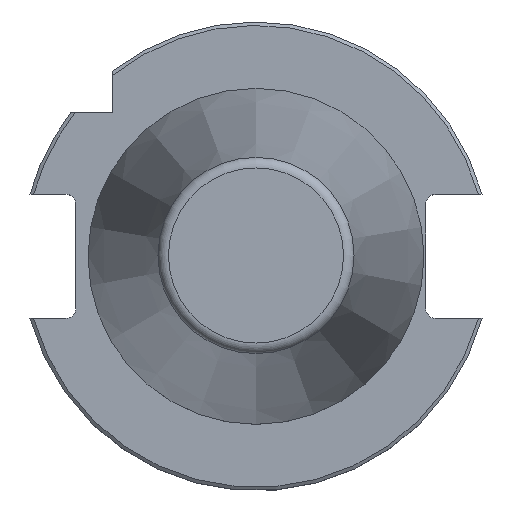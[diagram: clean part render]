
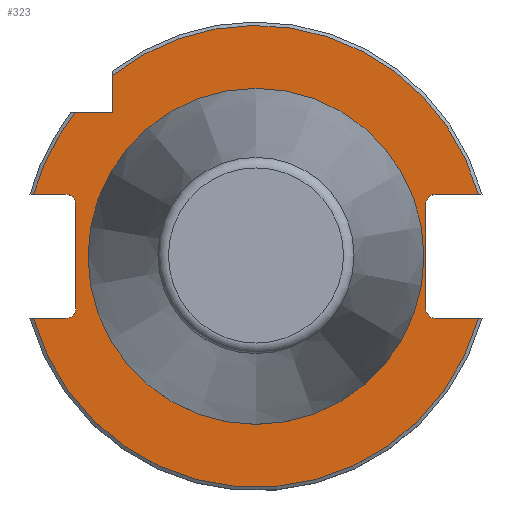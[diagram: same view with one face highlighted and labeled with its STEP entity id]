
A CAD part, top view. The second image highlights one B-rep face of the part: STEP entity #323.
In plain terms, the highlighted planar face has unit normal (0, 0, 1).
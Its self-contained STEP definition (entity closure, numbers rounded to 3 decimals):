
#46=FACE_BOUND('',#475,.T.);
#47=FACE_BOUND('',#476,.T.);
#134=LINE('',#2050,#191);
#137=LINE('',#2059,#194);
#138=LINE('',#2062,#195);
#139=LINE('',#2066,#196);
#140=LINE('',#2070,#197);
#141=LINE('',#2072,#198);
#142=LINE('',#2076,#199);
#143=LINE('',#2080,#200);
#144=LINE('',#2084,#201);
#145=LINE('',#2085,#202);
#191=VECTOR('',#1550,1.);
#194=VECTOR('',#1561,1.);
#195=VECTOR('',#1562,1.);
#196=VECTOR('',#1565,1.);
#197=VECTOR('',#1568,1.);
#198=VECTOR('',#1569,1.);
#199=VECTOR('',#1572,1.);
#200=VECTOR('',#1575,1.);
#201=VECTOR('',#1578,1.);
#202=VECTOR('',#1579,1.);
#323=ADVANCED_FACE('',(#46,#47),#387,.T.);
#387=PLANE('',#1363);
#475=EDGE_LOOP('',(#631,#632,#633,#634,#635,#636,#637,#638,#639,#640,#641,
#642,#643,#644,#645,#646,#647));
#476=EDGE_LOOP('',(#648));
#631=ORIENTED_EDGE('',*,*,#1088,.T.);
#632=ORIENTED_EDGE('',*,*,#1089,.T.);
#633=ORIENTED_EDGE('',*,*,#1090,.F.);
#634=ORIENTED_EDGE('',*,*,#1091,.T.);
#635=ORIENTED_EDGE('',*,*,#1092,.F.);
#636=ORIENTED_EDGE('',*,*,#1093,.F.);
#637=ORIENTED_EDGE('',*,*,#1094,.T.);
#638=ORIENTED_EDGE('',*,*,#1095,.F.);
#639=ORIENTED_EDGE('',*,*,#1096,.F.);
#640=ORIENTED_EDGE('',*,*,#1097,.F.);
#641=ORIENTED_EDGE('',*,*,#1098,.T.);
#642=ORIENTED_EDGE('',*,*,#1099,.F.);
#643=ORIENTED_EDGE('',*,*,#1100,.T.);
#644=ORIENTED_EDGE('',*,*,#1042,.F.);
#645=ORIENTED_EDGE('',*,*,#1083,.F.);
#646=ORIENTED_EDGE('',*,*,#1086,.F.);
#647=ORIENTED_EDGE('',*,*,#1101,.T.);
#648=ORIENTED_EDGE('',*,*,#1102,.F.);
#915=VERTEX_POINT('',#1847);
#916=VERTEX_POINT('',#1848);
#944=VERTEX_POINT('',#2049);
#945=VERTEX_POINT('',#2054);
#947=VERTEX_POINT('',#2060);
#948=VERTEX_POINT('',#2061);
#949=VERTEX_POINT('',#2063);
#950=VERTEX_POINT('',#2065);
#951=VERTEX_POINT('',#2067);
#952=VERTEX_POINT('',#2069);
#953=VERTEX_POINT('',#2071);
#954=VERTEX_POINT('',#2073);
#955=VERTEX_POINT('',#2075);
#956=VERTEX_POINT('',#2077);
#957=VERTEX_POINT('',#2079);
#958=VERTEX_POINT('',#2081);
#959=VERTEX_POINT('',#2083);
#960=VERTEX_POINT('',#2087);
#1042=EDGE_CURVE('',#915,#916,#1220,.T.);
#1083=EDGE_CURVE('',#944,#915,#134,.T.);
#1086=EDGE_CURVE('',#945,#944,#1234,.T.);
#1088=EDGE_CURVE('',#947,#948,#137,.T.);
#1089=EDGE_CURVE('',#948,#949,#138,.T.);
#1090=EDGE_CURVE('',#950,#949,#1236,.T.);
#1091=EDGE_CURVE('',#950,#951,#139,.T.);
#1092=EDGE_CURVE('',#952,#951,#1237,.T.);
#1093=EDGE_CURVE('',#953,#952,#140,.T.);
#1094=EDGE_CURVE('',#953,#954,#141,.T.);
#1095=EDGE_CURVE('',#955,#954,#1238,.T.);
#1096=EDGE_CURVE('',#956,#955,#142,.T.);
#1097=EDGE_CURVE('',#957,#956,#1239,.T.);
#1098=EDGE_CURVE('',#957,#958,#143,.T.);
#1099=EDGE_CURVE('',#959,#958,#1240,.T.);
#1100=EDGE_CURVE('',#959,#916,#144,.T.);
#1101=EDGE_CURVE('',#945,#947,#145,.T.);
#1102=EDGE_CURVE('',#960,#960,#1241,.T.);
#1220=CIRCLE('',#1326,48.011);
#1234=CIRCLE('',#1354,2.);
#1236=CIRCLE('',#1357,2.);
#1237=CIRCLE('',#1358,48.011);
#1238=CIRCLE('',#1359,48.011);
#1239=CIRCLE('',#1360,2.);
#1240=CIRCLE('',#1361,2.);
#1241=CIRCLE('',#1362,34.925);
#1326=AXIS2_PLACEMENT_3D('',#1846,#1485,#1486);
#1354=AXIS2_PLACEMENT_3D('',#2056,#1555,#1556);
#1357=AXIS2_PLACEMENT_3D('',#2064,#1563,#1564);
#1358=AXIS2_PLACEMENT_3D('',#2068,#1566,#1567);
#1359=AXIS2_PLACEMENT_3D('',#2074,#1570,#1571);
#1360=AXIS2_PLACEMENT_3D('',#2078,#1573,#1574);
#1361=AXIS2_PLACEMENT_3D('',#2082,#1576,#1577);
#1362=AXIS2_PLACEMENT_3D('',#2086,#1580,#1581);
#1363=AXIS2_PLACEMENT_3D('',#2088,#1582,#1583);
#1485=DIRECTION('',(0.,0.,-1.));
#1486=DIRECTION('',(0.963,-0.269,0.));
#1550=DIRECTION('',(1.,0.,0.));
#1555=DIRECTION('',(0.,0.,1.));
#1556=DIRECTION('',(-1.,0.,0.));
#1561=DIRECTION('',(0.,1.,0.));
#1562=DIRECTION('',(0.,1.,0.));
#1563=DIRECTION('',(0.,0.,1.));
#1564=DIRECTION('',(0.,1.,0.));
#1565=DIRECTION('',(1.,0.,0.));
#1566=DIRECTION('',(0.,0.,-1.));
#1567=DIRECTION('',(-0.622,0.783,0.));
#1568=DIRECTION('',(0.,1.,0.));
#1569=DIRECTION('',(-1.,0.,0.));
#1570=DIRECTION('',(0.,0.,-1.));
#1571=DIRECTION('',(-0.963,0.269,0.));
#1572=DIRECTION('',(-1.,0.,0.));
#1573=DIRECTION('',(0.,0.,1.));
#1574=DIRECTION('',(1.,0.,0.));
#1575=DIRECTION('',(0.,-1.,0.));
#1576=DIRECTION('',(0.,0.,1.));
#1577=DIRECTION('',(0.,-1.,0.));
#1578=DIRECTION('',(-1.,0.,0.));
#1579=DIRECTION('',(0.,1.,0.));
#1580=DIRECTION('',(0.,0.,1.));
#1581=DIRECTION('',(1.,0.,0.));
#1582=DIRECTION('',(0.,0.,1.));
#1583=DIRECTION('',(0.,1.,0.));
#1846=CARTESIAN_POINT('',(0.,0.,-3.2));
#1847=CARTESIAN_POINT('',(46.245,-12.9,-3.2));
#1848=CARTESIAN_POINT('',(-46.245,-12.9,-3.2));
#2049=CARTESIAN_POINT('',(37.3,-12.9,-3.2));
#2050=CARTESIAN_POINT('',(37.3,-12.9,-3.2));
#2054=CARTESIAN_POINT('',(35.3,-10.9,-3.2));
#2056=CARTESIAN_POINT('',(37.3,-10.9,-3.2));
#2059=CARTESIAN_POINT('',(35.3,0.,-3.2));
#2060=CARTESIAN_POINT('',(35.3,-5.494,-3.2));
#2061=CARTESIAN_POINT('',(35.3,5.494,-3.2));
#2062=CARTESIAN_POINT('',(35.3,5.494,-3.2));
#2063=CARTESIAN_POINT('',(35.3,10.9,-3.2));
#2064=CARTESIAN_POINT('',(37.3,10.9,-3.2));
#2065=CARTESIAN_POINT('',(37.3,12.9,-3.2));
#2066=CARTESIAN_POINT('',(37.3,12.9,-3.2));
#2067=CARTESIAN_POINT('',(46.245,12.9,-3.2));
#2068=CARTESIAN_POINT('',(0.,0.,-3.2));
#2069=CARTESIAN_POINT('',(-29.85,37.604,-3.2));
#2070=CARTESIAN_POINT('',(-29.85,29.85,-3.2));
#2071=CARTESIAN_POINT('',(-29.85,29.85,-3.2));
#2072=CARTESIAN_POINT('',(-29.85,29.85,-3.2));
#2073=CARTESIAN_POINT('',(-37.604,29.85,-3.2));
#2074=CARTESIAN_POINT('',(0.,0.,-3.2));
#2075=CARTESIAN_POINT('',(-46.245,12.9,-3.2));
#2076=CARTESIAN_POINT('',(-39.5,12.9,-3.2));
#2077=CARTESIAN_POINT('',(-39.5,12.9,-3.2));
#2078=CARTESIAN_POINT('',(-39.5,10.9,-3.2));
#2079=CARTESIAN_POINT('',(-37.5,10.9,-3.2));
#2080=CARTESIAN_POINT('',(-37.5,10.9,-3.2));
#2081=CARTESIAN_POINT('',(-37.5,-10.9,-3.2));
#2082=CARTESIAN_POINT('',(-39.5,-10.9,-3.2));
#2083=CARTESIAN_POINT('',(-39.5,-12.9,-3.2));
#2084=CARTESIAN_POINT('',(-39.5,-12.9,-3.2));
#2085=CARTESIAN_POINT('',(35.3,-10.9,-3.2));
#2086=CARTESIAN_POINT('',(0.,0.,-3.2));
#2087=CARTESIAN_POINT('',(34.925,0.,-3.2));
#2088=CARTESIAN_POINT('',(0.,0.,-3.2));
